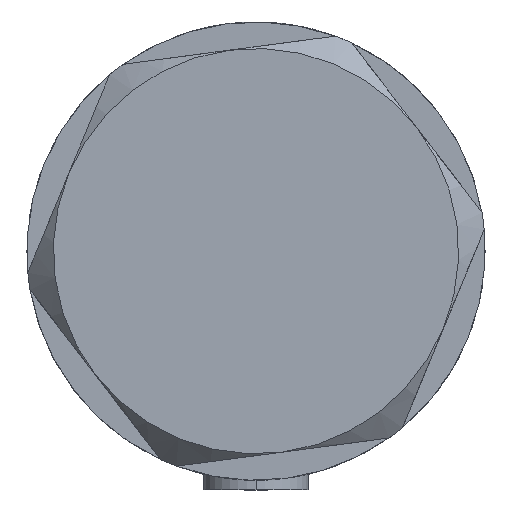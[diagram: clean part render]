
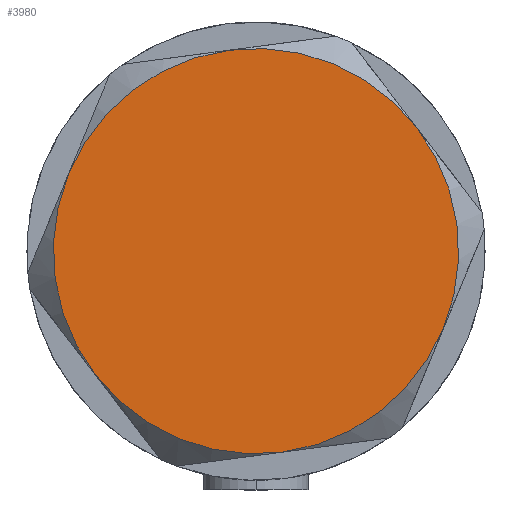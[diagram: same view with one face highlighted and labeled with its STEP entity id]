
A CAD part, left-side view. The second image highlights one B-rep face of the part: STEP entity #3980.
In plain terms, the highlighted face is planar.
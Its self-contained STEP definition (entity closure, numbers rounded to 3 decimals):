
#41 = ORIENTED_EDGE ( 'NONE', *, *, #4891, .T. ) ;
#59 = CARTESIAN_POINT ( 'NONE',  ( 0., 0., 9. ) ) ;
#105 = CARTESIAN_POINT ( 'NONE',  ( 0., 0., 9. ) ) ;
#140 = CARTESIAN_POINT ( 'NONE',  ( -11.5, 19.919, 9. ) ) ;
#241 = EDGE_CURVE ( 'NONE', #1703, #1904, #4857, .T. ) ;
#245 = FACE_OUTER_BOUND ( 'NONE', #4605, .T. ) ;
#344 = AXIS2_PLACEMENT_3D ( 'NONE', #4351, #4324, #2363 ) ;
#355 = CIRCLE ( 'NONE', #3228, 23. ) ;
#453 = AXIS2_PLACEMENT_3D ( 'NONE', #59, #1221, #4503 ) ;
#694 = AXIS2_PLACEMENT_3D ( 'NONE', #105, #1215, #3197 ) ;
#920 = CARTESIAN_POINT ( 'NONE',  ( 11.5, -19.919, 9. ) ) ;
#999 = PLANE ( 'NONE',  #4355 ) ;
#1055 = ORIENTED_EDGE ( 'NONE', *, *, #2781, .T. ) ;
#1167 = ORIENTED_EDGE ( 'NONE', *, *, #1738, .T. ) ;
#1215 = DIRECTION ( 'NONE',  ( 0., 0., 1. ) ) ;
#1221 = DIRECTION ( 'NONE',  ( 0., 0., 1. ) ) ;
#1247 = ORIENTED_EDGE ( 'NONE', *, *, #1622, .T. ) ;
#1255 = CARTESIAN_POINT ( 'NONE',  ( 0., 0., 9. ) ) ;
#1258 = CIRCLE ( 'NONE', #1683, 23. ) ;
#1281 = VERTEX_POINT ( 'NONE', #4308 ) ;
#1381 = AXIS2_PLACEMENT_3D ( 'NONE', #4504, #4422, #2032 ) ;
#1403 = VERTEX_POINT ( 'NONE', #2419 ) ;
#1431 = EDGE_CURVE ( 'NONE', #1904, #2299, #1844, .T. ) ;
#1622 = EDGE_CURVE ( 'NONE', #1403, #3952, #355, .T. ) ;
#1683 = AXIS2_PLACEMENT_3D ( 'NONE', #1255, #4000, #4050 ) ;
#1703 = VERTEX_POINT ( 'NONE', #2460 ) ;
#1738 = EDGE_CURVE ( 'NONE', #1281, #1703, #1258, .T. ) ;
#1774 = CIRCLE ( 'NONE', #453, 23. ) ;
#1844 = CIRCLE ( 'NONE', #694, 23. ) ;
#1864 = DIRECTION ( 'NONE',  ( 1., 0., 0. ) ) ;
#1904 = VERTEX_POINT ( 'NONE', #920 ) ;
#2032 = DIRECTION ( 'NONE',  ( 1., 0., 0. ) ) ;
#2220 = DIRECTION ( 'NONE',  ( 1., 0., 0. ) ) ;
#2299 = VERTEX_POINT ( 'NONE', #4123 ) ;
#2301 = CARTESIAN_POINT ( 'NONE',  ( 0., 0., 9. ) ) ;
#2363 = DIRECTION ( 'NONE',  ( 1., 0., 0. ) ) ;
#2419 = CARTESIAN_POINT ( 'NONE',  ( 11.5, 19.919, 9. ) ) ;
#2460 = CARTESIAN_POINT ( 'NONE',  ( -11.5, -19.919, 9. ) ) ;
#2781 = EDGE_CURVE ( 'NONE', #2299, #1403, #1774, .T. ) ;
#2985 = CARTESIAN_POINT ( 'NONE',  ( 0., 0., 9. ) ) ;
#3197 = DIRECTION ( 'NONE',  ( 1., 0., 0. ) ) ;
#3228 = AXIS2_PLACEMENT_3D ( 'NONE', #2301, #4718, #1864 ) ;
#3252 = CIRCLE ( 'NONE', #1381, 23. ) ;
#3952 = VERTEX_POINT ( 'NONE', #140 ) ;
#3980 = ADVANCED_FACE ( 'NONE', ( #245 ), #999, .T. ) ;
#4000 = DIRECTION ( 'NONE',  ( 0., 0., 1. ) ) ;
#4050 = DIRECTION ( 'NONE',  ( 1., 0., 0. ) ) ;
#4123 = CARTESIAN_POINT ( 'NONE',  ( 23., 0., 9. ) ) ;
#4308 = CARTESIAN_POINT ( 'NONE',  ( -23., 0., 9. ) ) ;
#4324 = DIRECTION ( 'NONE',  ( 0., 0., 1. ) ) ;
#4351 = CARTESIAN_POINT ( 'NONE',  ( 0., 0., 9. ) ) ;
#4355 = AXIS2_PLACEMENT_3D ( 'NONE', #2985, #5025, #2220 ) ;
#4422 = DIRECTION ( 'NONE',  ( 0., 0., 1. ) ) ;
#4480 = ORIENTED_EDGE ( 'NONE', *, *, #1431, .T. ) ;
#4503 = DIRECTION ( 'NONE',  ( 1., 0., 0. ) ) ;
#4504 = CARTESIAN_POINT ( 'NONE',  ( 0., 0., 9. ) ) ;
#4605 = EDGE_LOOP ( 'NONE', ( #4480, #1055, #1247, #41, #1167, #4881 ) ) ;
#4718 = DIRECTION ( 'NONE',  ( 0., 0., 1. ) ) ;
#4857 = CIRCLE ( 'NONE', #344, 23. ) ;
#4881 = ORIENTED_EDGE ( 'NONE', *, *, #241, .T. ) ;
#4891 = EDGE_CURVE ( 'NONE', #3952, #1281, #3252, .T. ) ;
#5025 = DIRECTION ( 'NONE',  ( 0., 0., 1. ) ) ;
